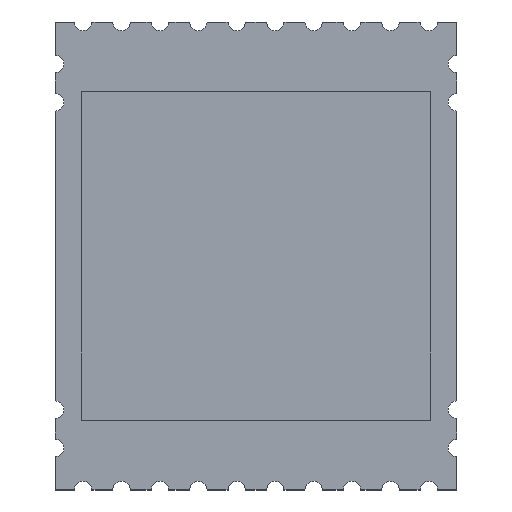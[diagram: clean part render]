
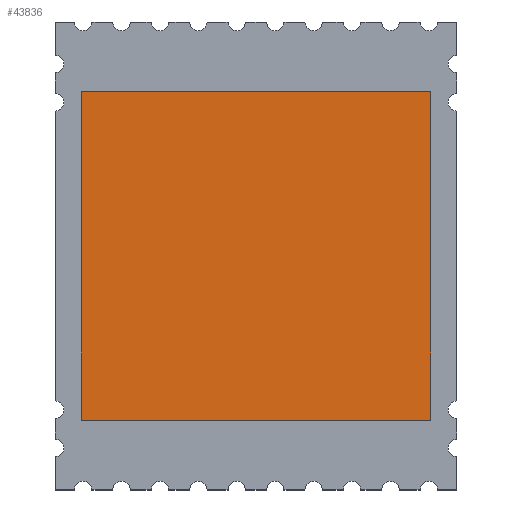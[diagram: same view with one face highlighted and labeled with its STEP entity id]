
A CAD part, top view. The second image highlights one B-rep face of the part: STEP entity #43836.
In plain terms, the highlighted planar face has unit normal (0, 0, 1).
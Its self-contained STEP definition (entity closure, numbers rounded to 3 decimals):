
#43707 = VERTEX_POINT('',#43708);
#43708 = CARTESIAN_POINT('',(5.,4.7,1.));
#43714 = EDGE_CURVE('',#43707,#43715,#43717,.T.);
#43715 = VERTEX_POINT('',#43716);
#43716 = CARTESIAN_POINT('',(5.,-4.7,1.));
#43717 = LINE('',#43718,#43719);
#43718 = CARTESIAN_POINT('',(5.,4.7,1.));
#43719 = VECTOR('',#43720,1.);
#43720 = DIRECTION('',(0.,-1.,0.));
#43745 = EDGE_CURVE('',#43715,#43746,#43748,.T.);
#43746 = VERTEX_POINT('',#43747);
#43747 = CARTESIAN_POINT('',(-5.,-4.7,1.));
#43748 = LINE('',#43749,#43750);
#43749 = CARTESIAN_POINT('',(5.,-4.7,1.));
#43750 = VECTOR('',#43751,1.);
#43751 = DIRECTION('',(-1.,0.,0.));
#43776 = EDGE_CURVE('',#43746,#43777,#43779,.T.);
#43777 = VERTEX_POINT('',#43778);
#43778 = CARTESIAN_POINT('',(-5.,4.7,1.));
#43779 = LINE('',#43780,#43781);
#43780 = CARTESIAN_POINT('',(-5.,-4.7,1.));
#43781 = VECTOR('',#43782,1.);
#43782 = DIRECTION('',(0.,1.,0.));
#43807 = EDGE_CURVE('',#43777,#43707,#43808,.T.);
#43808 = LINE('',#43809,#43810);
#43809 = CARTESIAN_POINT('',(-5.,4.7,1.));
#43810 = VECTOR('',#43811,1.);
#43811 = DIRECTION('',(1.,0.,0.));
#43836 = ADVANCED_FACE('',(#43837),#43843,.F.);
#43837 = FACE_BOUND('',#43838,.F.);
#43838 = EDGE_LOOP('',(#43839,#43840,#43841,#43842));
#43839 = ORIENTED_EDGE('',*,*,#43714,.T.);
#43840 = ORIENTED_EDGE('',*,*,#43745,.T.);
#43841 = ORIENTED_EDGE('',*,*,#43776,.T.);
#43842 = ORIENTED_EDGE('',*,*,#43807,.T.);
#43843 = PLANE('',#43844);
#43844 = AXIS2_PLACEMENT_3D('',#43845,#43846,#43847);
#43845 = CARTESIAN_POINT('',(0.,0.,
    1.));
#43846 = DIRECTION('',(-0.,-0.,-1.));
#43847 = DIRECTION('',(-1.,0.,0.));
